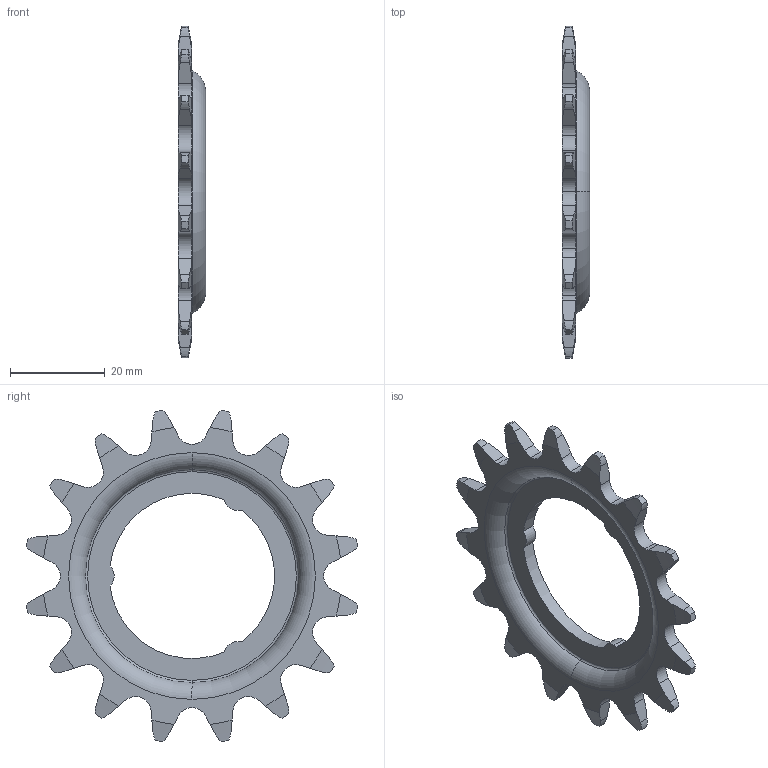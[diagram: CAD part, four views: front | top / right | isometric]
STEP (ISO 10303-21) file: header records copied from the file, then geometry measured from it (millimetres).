
FILE_DESCRIPTION (( 'STEP AP214' ), '1' );
FILE_NAME ('SHIMANO_16Z_NEXUS.STEP', '2020-02-13T09:07:23', ( '' ), ( '' ), 'SwSTEP 2.0', 'SolidWorks 2019', '' );
FILE_SCHEMA (( 'AUTOMOTIVE_DESIGN' ));
Length unit declared in the file: millimetre
Products named in the file (1): SHIMANO_16Z_NEXUS
Bounding box: 5.8 x 69.94 x 69.94 mm (x, y, z)
Volume: 6164.9 mm3; surface area: 5658.9 mm2
Topology: 1 solids, 1 shells, 155 faces, 449 edges, 298 vertices
Faces by surface type: cylinder 79, plane 36, cone 32, torus 8
Entity records: 5303 total; most frequent: CARTESIAN_POINT 1299, ORIENTED_EDGE 898, DIRECTION 771, EDGE_CURVE 449, AXIS2_PLACEMENT_3D 298, VERTEX_POINT 298, VECTOR 175, LINE 175
